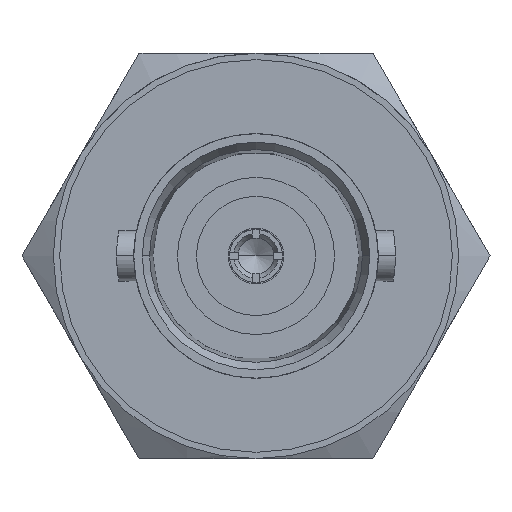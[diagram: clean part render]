
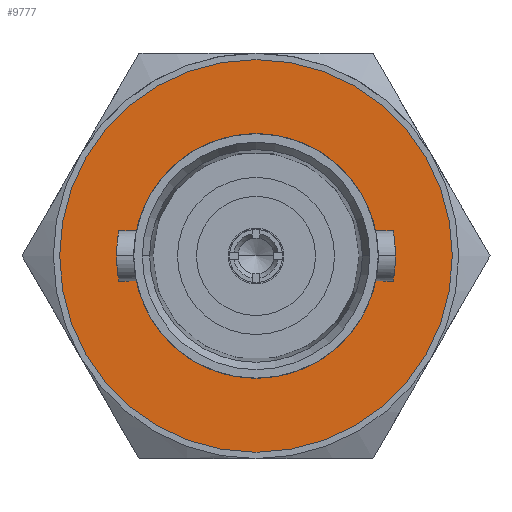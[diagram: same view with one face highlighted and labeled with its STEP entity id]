
A CAD part, left-side view. The second image highlights one B-rep face of the part: STEP entity #9777.
In plain terms, the highlighted planar face has unit normal (-1, 0, 0).
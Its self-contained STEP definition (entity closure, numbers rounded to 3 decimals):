
#859=CARTESIAN_POINT('',(11.,0.,0.));
#860=DIRECTION('',(1.,0.,0.));
#861=DIRECTION('',(0.,1.,0.));
#862=AXIS2_PLACEMENT_3D('',#859,#860,#861);
#897=CARTESIAN_POINT('',(11.,0.,0.));
#898=DIRECTION('',(-1.,0.,0.));
#899=DIRECTION('',(0.,1.,0.));
#900=AXIS2_PLACEMENT_3D('',#897,#898,#899);
#925=CARTESIAN_POINT('',(11.,0.,0.));
#926=DIRECTION('',(-1.,0.,0.));
#927=DIRECTION('',(0.,1.,0.));
#928=AXIS2_PLACEMENT_3D('',#925,#926,#927);
#930=CARTESIAN_POINT('',(11.,0.,0.));
#931=DIRECTION('',(1.,0.,0.));
#932=DIRECTION('',(0.,1.,0.));
#933=AXIS2_PLACEMENT_3D('',#930,#931,#932);
#7594=CARTESIAN_POINT('',(11.,7.75,0.));
#7596=VERTEX_POINT('',#7594);
#7604=CARTESIAN_POINT('',(11.,-7.75,0.));
#7606=VERTEX_POINT('',#7604);
#7611=CARTESIAN_POINT('',(11.,4.825,0.));
#7612=CARTESIAN_POINT('',(11.,-4.825,0.));
#7613=VERTEX_POINT('',#7611);
#7614=VERTEX_POINT('',#7612);
#9762=CARTESIAN_POINT('',(11.,0.,0.));
#9763=DIRECTION('',(1.,0.,0.));
#9764=DIRECTION('',(0.,-1.,0.));
#9765=AXIS2_PLACEMENT_3D('',#9762,#9763,#9764);
#9766=PLANE('',#9765);
#9768=ORIENTED_EDGE('',*,*,#9767,.F.);
#9770=ORIENTED_EDGE('',*,*,#9769,.T.);
#9771=EDGE_LOOP('',(#9768,#9770));
#9772=FACE_OUTER_BOUND('',#9771,.F.);
#9773=ORIENTED_EDGE('',*,*,#9712,.F.);
#9774=ORIENTED_EDGE('',*,*,#9742,.T.);
#9775=EDGE_LOOP('',(#9773,#9774));
#9776=FACE_BOUND('',#9775,.F.);
#9777=ADVANCED_FACE('',(#9772,#9776),#9766,.F.);
#863=CIRCLE('',#862,4.825);
#901=CIRCLE('',#900,4.825);
#929=CIRCLE('',#928,7.75);
#934=CIRCLE('',#933,7.75);
#9712=EDGE_CURVE('',#7613,#7614,#863,.T.);
#9742=EDGE_CURVE('',#7613,#7614,#901,.T.);
#9767=EDGE_CURVE('',#7596,#7606,#929,.T.);
#9769=EDGE_CURVE('',#7596,#7606,#934,.T.);
